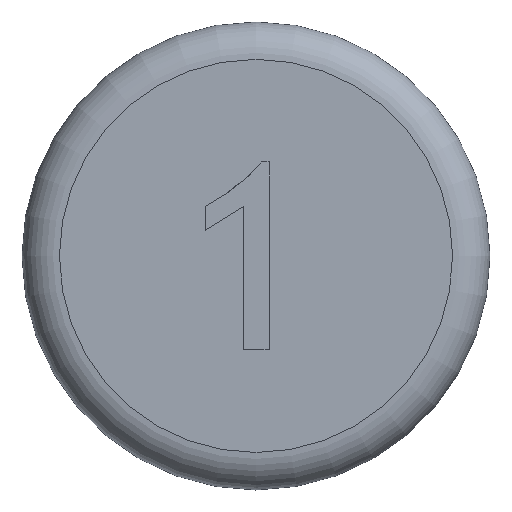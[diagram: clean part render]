
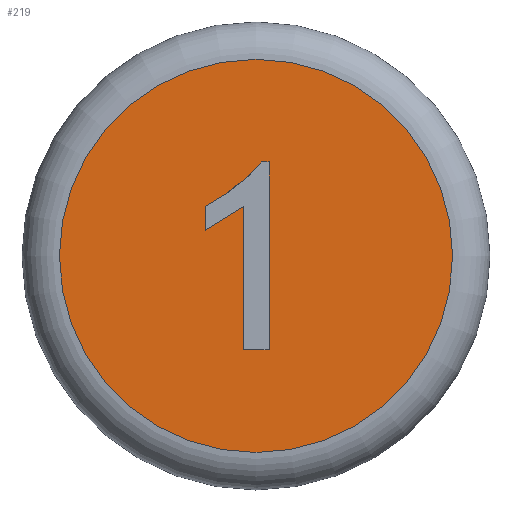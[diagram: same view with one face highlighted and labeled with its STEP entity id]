
A CAD part, top view. The second image highlights one B-rep face of the part: STEP entity #219.
In plain terms, the highlighted planar face has unit normal (0, 0, 1).
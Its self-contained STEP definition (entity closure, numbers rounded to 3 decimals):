
#141=CARTESIAN_POINT('',(0.,0.,5.));
#142=DIRECTION('',(0.,0.,1.));
#143=DIRECTION('',(1.,0.,0.));
#144=AXIS2_PLACEMENT_3D('',#141,#142,#143);
#145=PLANE('',#144);
#146=CARTESIAN_POINT('',(10.5,-0.,5.));
#147=VERTEX_POINT('',#146);
#148=CARTESIAN_POINT('',(0.,0.,5.));
#149=DIRECTION('',(0.,0.,1.));
#150=DIRECTION('',(1.,0.,-0.));
#151=AXIS2_PLACEMENT_3D('',#148,#149,#150);
#152=CIRCLE('',#151,10.5);
#153=EDGE_CURVE('',#147,#147,#152,.T.);
#154=ORIENTED_EDGE('',*,*,#153,.T.);
#155=EDGE_LOOP('',(#154));
#156=FACE_BOUND('',#155,.T.);
#157=CARTESIAN_POINT('',(-2.699,2.652,5.));
#158=VERTEX_POINT('',#157);
#159=CARTESIAN_POINT('',(0.29,5.021,5.));
#160=VERTEX_POINT('',#159);
#161=CARTESIAN_POINT('',(-2.699,2.652,5.));
#162=CARTESIAN_POINT('',(-2.185,2.912,5.));
#163=CARTESIAN_POINT('',(-1.638,3.269,5.));
#164=CARTESIAN_POINT('',(-1.058,3.724,5.));
#165=CARTESIAN_POINT('',(-0.478,4.179,5.));
#166=CARTESIAN_POINT('',(-0.028,4.611,5.));
#167=CARTESIAN_POINT('',(0.29,5.021,5.));
#168=B_SPLINE_CURVE_WITH_KNOTS('',3,(#161,#162,#163,#164,#165,#166,#167),.UNSPECIFIED.,.F.,.F.,(4,3,4),(0.,0.5,1.),.UNSPECIFIED.);
#169=EDGE_CURVE('',#158,#160,#168,.T.);
#170=ORIENTED_EDGE('',*,*,#169,.T.);
#171=CARTESIAN_POINT('',(0.7,5.021,5.));
#172=VERTEX_POINT('',#171);
#173=CARTESIAN_POINT('',(0.29,5.021,5.));
#174=DIRECTION('',(1.,0.,-0.));
#175=VECTOR('',#174,0.41);
#176=LINE('',#173,#175);
#177=EDGE_CURVE('',#160,#172,#176,.T.);
#178=ORIENTED_EDGE('',*,*,#177,.T.);
#179=CARTESIAN_POINT('',(0.7,-5.02,5.));
#180=VERTEX_POINT('',#179);
#181=CARTESIAN_POINT('',(0.7,5.021,5.));
#182=DIRECTION('',(0.,-1.,0.));
#183=VECTOR('',#182,10.041);
#184=LINE('',#181,#183);
#185=EDGE_CURVE('',#172,#180,#184,.T.);
#186=ORIENTED_EDGE('',*,*,#185,.T.);
#187=CARTESIAN_POINT('',(-0.665,-5.02,5.));
#188=VERTEX_POINT('',#187);
#189=CARTESIAN_POINT('',(0.7,-5.02,5.));
#190=DIRECTION('',(-1.,0.,0.));
#191=VECTOR('',#190,1.365);
#192=LINE('',#189,#191);
#193=EDGE_CURVE('',#180,#188,#192,.T.);
#194=ORIENTED_EDGE('',*,*,#193,.T.);
#195=CARTESIAN_POINT('',(-0.665,2.645,5.));
#196=VERTEX_POINT('',#195);
#197=CARTESIAN_POINT('',(-0.665,-5.02,5.));
#198=DIRECTION('',(0.,1.,0.));
#199=VECTOR('',#198,7.666);
#200=LINE('',#197,#199);
#201=EDGE_CURVE('',#188,#196,#200,.T.);
#202=ORIENTED_EDGE('',*,*,#201,.T.);
#203=CARTESIAN_POINT('',(-2.699,1.376,5.));
#204=VERTEX_POINT('',#203);
#205=CARTESIAN_POINT('',(-0.665,2.645,5.));
#206=DIRECTION('',(-0.848,-0.529,0.));
#207=VECTOR('',#206,2.398);
#208=LINE('',#205,#207);
#209=EDGE_CURVE('',#196,#204,#208,.T.);
#210=ORIENTED_EDGE('',*,*,#209,.T.);
#211=CARTESIAN_POINT('',(-2.699,1.376,5.));
#212=DIRECTION('',(0.,1.,0.));
#213=VECTOR('',#212,1.276);
#214=LINE('',#211,#213);
#215=EDGE_CURVE('',#204,#158,#214,.T.);
#216=ORIENTED_EDGE('',*,*,#215,.T.);
#217=EDGE_LOOP('',(#170,#178,#186,#194,#202,#210,#216));
#218=FACE_BOUND('',#217,.T.);
#219=ADVANCED_FACE('',(#156,#218),#145,.T.);
